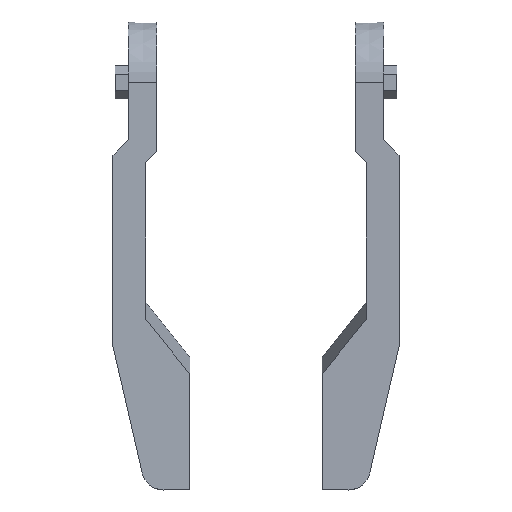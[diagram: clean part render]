
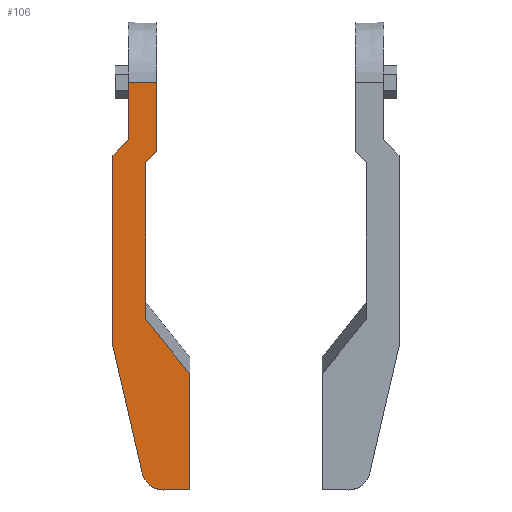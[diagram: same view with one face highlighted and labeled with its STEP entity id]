
A CAD part, left-side view. The second image highlights one B-rep face of the part: STEP entity #106.
In plain terms, the highlighted planar face has unit normal (-1, -0.018, 0).
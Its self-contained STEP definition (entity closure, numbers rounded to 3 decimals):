
#106=ADVANCED_FACE('',(#272),#273,.T.);
#272=FACE_OUTER_BOUND('',#497,.T.);
#273=PLANE('',#498);
#497=EDGE_LOOP('',(#750,#751,#752,#753,#754,#755,#756,#757,#758,#759,#760,#761));
#498=AXIS2_PLACEMENT_3D('',#762,#763,#764);
#750=ORIENTED_EDGE('',*,*,#1385,.T.);
#751=ORIENTED_EDGE('',*,*,#1386,.T.);
#752=ORIENTED_EDGE('',*,*,#1387,.T.);
#753=ORIENTED_EDGE('',*,*,#1388,.T.);
#754=ORIENTED_EDGE('',*,*,#1371,.T.);
#755=ORIENTED_EDGE('',*,*,#1377,.T.);
#756=ORIENTED_EDGE('',*,*,#1380,.T.);
#757=ORIENTED_EDGE('',*,*,#1389,.F.);
#758=ORIENTED_EDGE('',*,*,#1390,.T.);
#759=ORIENTED_EDGE('',*,*,#1391,.T.);
#760=ORIENTED_EDGE('',*,*,#1359,.T.);
#761=ORIENTED_EDGE('',*,*,#1392,.F.);
#762=CARTESIAN_POINT('',(-27.0,30.0,-186.2));
#763=DIRECTION('',(-1.,-0.017,0.));
#764=DIRECTION('',(0.0,0.,-1.0));
#1359=EDGE_CURVE('',#1626,#1627,#1628,.T.);
#1371=EDGE_CURVE('',#1650,#1648,#1651,.T.);
#1377=EDGE_CURVE('',#1648,#1659,#1661,.T.);
#1380=EDGE_CURVE('',#1659,#1664,#1665,.T.);
#1385=EDGE_CURVE('',#1672,#1673,#1674,.T.);
#1386=EDGE_CURVE('',#1673,#1675,#1676,.T.);
#1387=EDGE_CURVE('',#1675,#1677,#1678,.T.);
#1388=EDGE_CURVE('',#1677,#1650,#1679,.T.);
#1389=EDGE_CURVE('',#1680,#1664,#1681,.T.);
#1390=EDGE_CURVE('',#1680,#1682,#1683,.T.);
#1391=EDGE_CURVE('',#1682,#1626,#1684,.T.);
#1392=EDGE_CURVE('',#1672,#1627,#1685,.T.);
#1626=VERTEX_POINT('',#2017);
#1627=VERTEX_POINT('',#2018);
#1628=LINE('',#2019,#2020);
#1648=VERTEX_POINT('',#2048);
#1650=VERTEX_POINT('',#2051);
#1651=LINE('',#2052,#2053);
#1659=VERTEX_POINT('',#2064);
#1661=LINE('',#2067,#2068);
#1664=VERTEX_POINT('',#2072);
#1665=LINE('',#2073,#2074);
#1672=VERTEX_POINT('',#2084);
#1673=VERTEX_POINT('',#2085);
#1674=LINE('',#2086,#2087);
#1675=VERTEX_POINT('',#2088);
#1676=LINE('',#2089,#2090);
#1677=VERTEX_POINT('',#2091);
#1678=ELLIPSE('',#2092,10.002,10.0);
#1679=LINE('',#2093,#2094);
#1680=VERTEX_POINT('',#2095);
#1681=LINE('',#2096,#2097);
#1682=VERTEX_POINT('',#2098);
#1683=LINE('',#2099,#2100);
#1684=LINE('',#2101,#2102);
#1685=LINE('',#2103,#2104);
#2017=CARTESIAN_POINT('',(-27.489,58.0,0.0));
#2018=CARTESIAN_POINT('',(-27.489,58.0,-26.0));
#2019=CARTESIAN_POINT('',(-27.489,58.0,0.0));
#2020=VECTOR('',#2547,26.0);
#2048=CARTESIAN_POINT('',(-27.0,30.0,-132.621));
#2051=CARTESIAN_POINT('',(-27.0,30.0,-185.0));
#2052=CARTESIAN_POINT('',(-27.0,30.0,-185.0));
#2053=VECTOR('',#2560,52.379);
#2064=CARTESIAN_POINT('',(-27.349,50.0,-107.72));
#2067=CARTESIAN_POINT('',(-27.0,30.0,-132.621));
#2068=VECTOR('',#2565,31.941);
#2072=CARTESIAN_POINT('',(-27.349,50.0,-36.385));
#2073=CARTESIAN_POINT('',(-27.349,50.0,-107.72));
#2074=VECTOR('',#2567,71.335);
#2084=CARTESIAN_POINT('',(-27.611,65.0,-33.0));
#2085=CARTESIAN_POINT('',(-27.611,65.0,-120.0));
#2086=CARTESIAN_POINT('',(-27.611,65.0,-33.0));
#2087=VECTOR('',#2571,87.0);
#2088=CARTESIAN_POINT('',(-27.379,51.741,-177.456));
#2089=CARTESIAN_POINT('',(-27.611,65.0,-120.0));
#2090=VECTOR('',#2572,58.967);
#2091=CARTESIAN_POINT('',(-27.206,41.822,-185.206));
#2092=AXIS2_PLACEMENT_3D('',#2573,#2574,#2575);
#2093=CARTESIAN_POINT('',(-27.206,41.822,-185.206));
#2094=VECTOR('',#2576,11.826);
#2095=CARTESIAN_POINT('',(-27.262,45.0,-31.385));
#2096=CARTESIAN_POINT('',(-27.262,45.0,-31.385));
#2097=VECTOR('',#2577,7.072);
#2098=CARTESIAN_POINT('',(-27.262,45.0,0.0));
#2099=CARTESIAN_POINT('',(-27.262,45.0,-31.385));
#2100=VECTOR('',#2578,31.385);
#2101=CARTESIAN_POINT('',(-27.262,45.0,0.0));
#2102=VECTOR('',#2579,13.002);
#2103=CARTESIAN_POINT('',(-27.611,65.0,-33.0));
#2104=VECTOR('',#2580,9.9);
#2547=DIRECTION('',(0.0,0.0,-1.0));
#2560=DIRECTION('',(0.0,0.0,1.0));
#2565=DIRECTION('',(-0.011,0.626,0.78));
#2567=DIRECTION('',(0.0,0.0,1.0));
#2571=DIRECTION('',(0.0,0.0,-1.0));
#2572=DIRECTION('',(0.004,-0.225,-0.974));
#2573=CARTESIAN_POINT('',(-27.209,41.997,-175.208));
#2574=DIRECTION('',(-1.,-0.017,0.));
#2575=DIRECTION('',(0.017,-1.,0.));
#2576=DIRECTION('',(0.017,-1.,0.017));
#2577=DIRECTION('',(-0.012,0.707,-0.707));
#2578=DIRECTION('',(0.0,0.0,1.0));
#2579=DIRECTION('',(-0.017,1.,0.0));
#2580=DIRECTION('',(0.012,-0.707,0.707));
